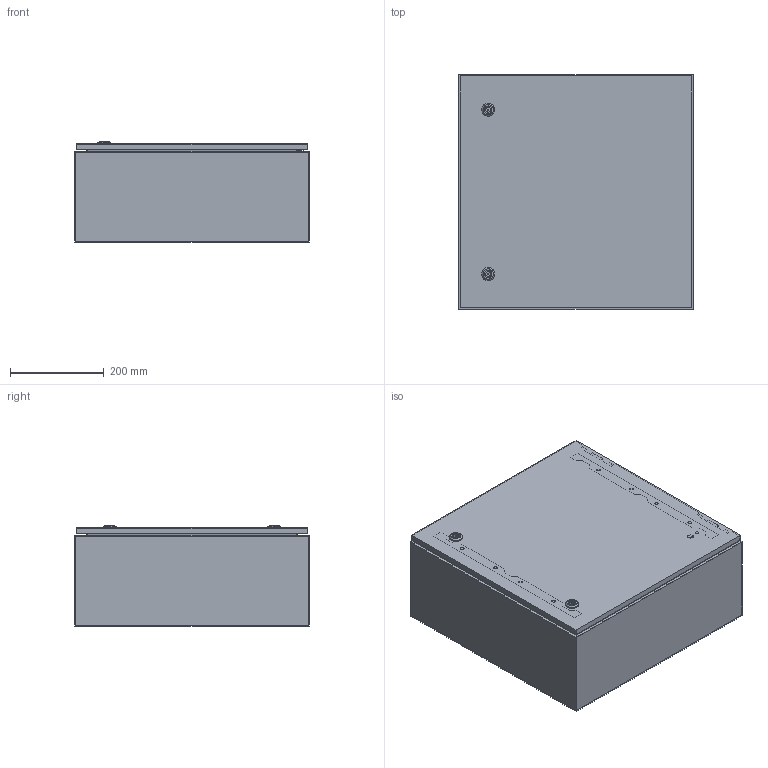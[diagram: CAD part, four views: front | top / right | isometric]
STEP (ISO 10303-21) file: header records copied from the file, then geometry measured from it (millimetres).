
FILE_DESCRIPTION (( 'STEP AP214' ), '1' );
FILE_NAME ('3351-5050-21-10.step', '2024-01-10T07:33:29', ( '' ), ( '' ), 'SwSTEP 2.0', 'SolidWorks 2019', '' );
FILE_SCHEMA (( 'AUTOMOTIVE_DESIGN' ));
Length unit declared in the file: millimetre
Products named in the file (5): Montageplatte_wg_0331-5050-00-13; 3351-5050-21-10; Montageplattenbeipack_wgES_5050; Tuer_wgES_3351-5050-00-90; Korpus_wgES_5050-21
Assembly tree (4 placements, depth 2):
  3351-5050-21-10
    Korpus_wgES_5050-21
    Tuer_wgES_3351-5050-00-90
    Montageplatte_wg_0331-5050-00-13
    Montageplattenbeipack_wgES_5050
Bounding box: 500 x 500 x 217 mm (x, y, z)
Volume: 1982177 mm3; surface area: 2483403.5 mm2
Topology: 31 solids, 31 shells, 1360 faces, 3422 edges, 2212 vertices
Faces by surface type: plane 782, cylinder 474, cone 68, torus 20, sphere 16
Entity records: 42797 total; most frequent: CARTESIAN_POINT 7825, DIRECTION 7128, ORIENTED_EDGE 6828, EDGE_CURVE 3414, AXIS2_PLACEMENT_3D 2507, VERTEX_POINT 2212, LINE 2114, VECTOR 2114
